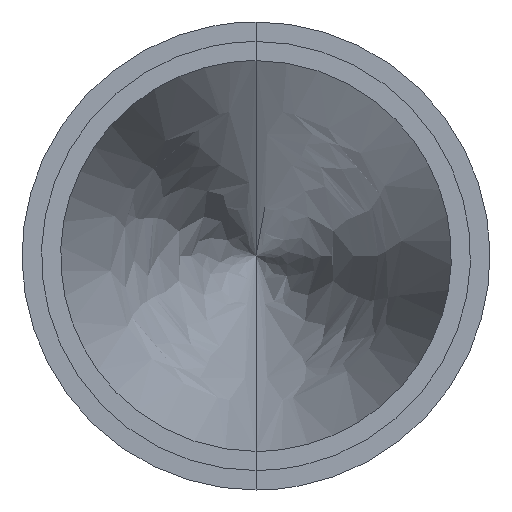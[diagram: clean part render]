
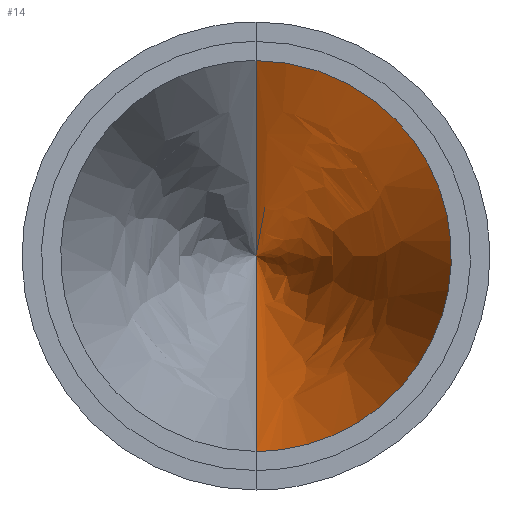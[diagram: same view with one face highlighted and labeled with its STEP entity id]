
A CAD part, left-side view. The second image highlights one B-rep face of the part: STEP entity #14.
In plain terms, the highlighted free-form (B-spline) face has degree [2, 2] with [3, 5] control points.
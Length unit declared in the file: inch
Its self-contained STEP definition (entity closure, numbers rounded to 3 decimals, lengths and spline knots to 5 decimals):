
#14=ADVANCED_FACE('',(#28),#182,.T.);
#28=FACE_OUTER_BOUND('',#42,.T.);
#42=EDGE_LOOP('',(#56,#57,#58));
#56=ORIENTED_EDGE('',*,*,#120,.F.);
#57=ORIENTED_EDGE('',*,*,#109,.T.);
#58=ORIENTED_EDGE('',*,*,#121,.F.);
#109=EDGE_CURVE('',#162,#161,#135,.T.);
#120=EDGE_CURVE('',#162,#168,#146,.T.);
#121=EDGE_CURVE('',#168,#161,#147,.T.);
#135=(
BOUNDED_CURVE()
B_SPLINE_CURVE(2,(#416,#417,#418),.UNSPECIFIED.,.F.,.F.)
B_SPLINE_CURVE_WITH_KNOTS((3,3),(6.42793,11.69527),
 .UNSPECIFIED.)
CURVE()
GEOMETRIC_REPRESENTATION_ITEM()
RATIONAL_B_SPLINE_CURVE((1.,1.,1.))
REPRESENTATION_ITEM('')
);
#146=(
BOUNDED_CURVE()
B_SPLINE_CURVE(2,(#459,#460,#461,#462,#463),.UNSPECIFIED.,.F.,.F.)
B_SPLINE_CURVE_WITH_KNOTS((3,2,3),(0.,2.22684,4.45368),
 .UNSPECIFIED.)
CURVE()
GEOMETRIC_REPRESENTATION_ITEM()
RATIONAL_B_SPLINE_CURVE((1.,0.707,1.,0.707,1.))
REPRESENTATION_ITEM('')
);
#147=(
BOUNDED_CURVE()
B_SPLINE_CURVE(2,(#464,#465,#466),.UNSPECIFIED.,.F.,.F.)
B_SPLINE_CURVE_WITH_KNOTS((3,3),(6.42793,11.69527),
 .UNSPECIFIED.)
CURVE()
GEOMETRIC_REPRESENTATION_ITEM()
RATIONAL_B_SPLINE_CURVE((1.,1.,1.))
REPRESENTATION_ITEM('')
);
#161=VERTEX_POINT('',#400);
#162=VERTEX_POINT('',#401);
#168=VERTEX_POINT('',#407);
#182=(
BOUNDED_SURFACE()
B_SPLINE_SURFACE(2,2,((#301,#302,#303,#304,#305),(#306,#307,#308,#309,#310),
(#311,#312,#313,#314,#315)),.UNSPECIFIED.,.F.,.F.,.F.)
B_SPLINE_SURFACE_WITH_KNOTS((3,3),(3,2,3),(6.42793,11.69527),
(0.,2.22684,4.45368),.UNSPECIFIED.)
GEOMETRIC_REPRESENTATION_ITEM()
RATIONAL_B_SPLINE_SURFACE(((1.,0.707,1.,0.707,1.),
(1.,0.707,1.,0.707,1.),(1.,0.707,1.,
0.707,1.)))
REPRESENTATION_ITEM('')
SURFACE()
);
#301=CARTESIAN_POINT('',(13.01383,9.,1.20298));
#302=CARTESIAN_POINT('',(13.01383,7.79702,1.20298));
#303=CARTESIAN_POINT('',(13.01383,7.79702,0.));
#304=CARTESIAN_POINT('',(13.01383,7.79702,-1.20298));
#305=CARTESIAN_POINT('',(13.01383,9.,-1.20298));
#306=CARTESIAN_POINT('',(15.42424,9.,0.60149));
#307=CARTESIAN_POINT('',(15.42424,8.39851,0.60149));
#308=CARTESIAN_POINT('',(15.42424,8.39851,0.));
#309=CARTESIAN_POINT('',(15.42424,8.39851,-0.60149));
#310=CARTESIAN_POINT('',(15.42424,9.,-0.60149));
#311=CARTESIAN_POINT('',(17.83464,9.,0.));
#312=CARTESIAN_POINT('',(17.83464,9.,0.));
#313=CARTESIAN_POINT('',(17.83464,9.,0.));
#314=CARTESIAN_POINT('',(17.83464,9.,0.));
#315=CARTESIAN_POINT('',(17.83464,9.,0.));
#400=CARTESIAN_POINT('',(17.83464,9.,0.));
#401=CARTESIAN_POINT('',(13.01383,9.,1.20298));
#407=CARTESIAN_POINT('',(13.01383,9.,-1.20298));
#416=CARTESIAN_POINT('',(13.01383,9.,1.20298));
#417=CARTESIAN_POINT('',(15.42424,9.,0.60149));
#418=CARTESIAN_POINT('',(17.83464,9.,0.));
#459=CARTESIAN_POINT('',(13.01383,9.,1.20298));
#460=CARTESIAN_POINT('',(13.01383,7.79702,1.20298));
#461=CARTESIAN_POINT('',(13.01383,7.79702,0.));
#462=CARTESIAN_POINT('',(13.01383,7.79702,-1.20298));
#463=CARTESIAN_POINT('',(13.01383,9.,-1.20298));
#464=CARTESIAN_POINT('',(13.01383,9.,-1.20298));
#465=CARTESIAN_POINT('',(15.42424,9.,-0.60149));
#466=CARTESIAN_POINT('',(17.83464,9.,0.));
